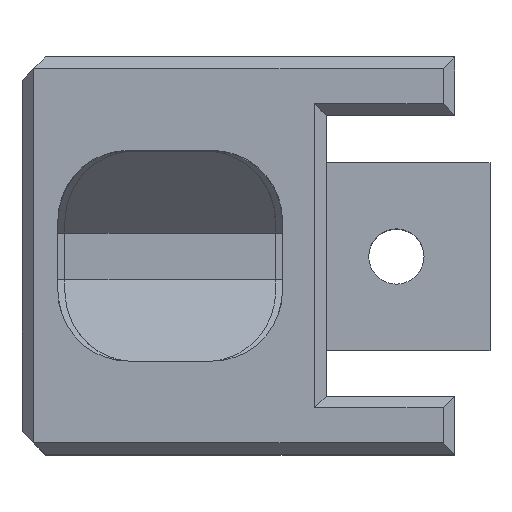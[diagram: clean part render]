
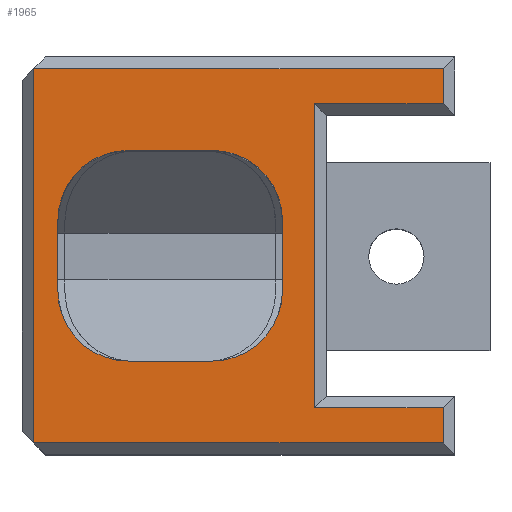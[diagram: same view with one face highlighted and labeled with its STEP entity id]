
A CAD part, top view. The second image highlights one B-rep face of the part: STEP entity #1965.
In plain terms, the highlighted planar face has unit normal (0, 0, 1).
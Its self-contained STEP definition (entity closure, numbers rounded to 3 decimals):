
#39=FACE_BOUND('',#269,.T.);
#44=CIRCLE('',#2080,3.);
#45=CIRCLE('',#2081,3.);
#46=CIRCLE('',#2082,3.);
#47=CIRCLE('',#2083,3.);
#164=FACE_OUTER_BOUND('',#268,.T.);
#268=EDGE_LOOP('',(#1426,#1427,#1428,#1429,#1430,#1431,#1432,#1433));
#269=EDGE_LOOP('',(#1434,#1435,#1436,#1437,#1438,#1439,#1440,#1441,#1442,
#1443,#1444,#1445,#1446,#1447,#1448,#1449));
#369=LINE('',#2901,#595);
#372=LINE('',#2907,#598);
#373=LINE('',#2910,#599);
#376=LINE('',#2916,#602);
#380=LINE('',#2924,#606);
#383=LINE('',#2930,#609);
#386=LINE('',#2936,#612);
#389=LINE('',#2940,#615);
#421=LINE('',#3007,#647);
#422=LINE('',#3009,#648);
#423=LINE('',#3011,#649);
#424=LINE('',#3013,#650);
#425=LINE('',#3015,#651);
#426=LINE('',#3019,#652);
#427=LINE('',#3023,#653);
#428=LINE('',#3025,#654);
#429=LINE('',#3027,#655);
#430=LINE('',#3029,#656);
#431=LINE('',#3031,#657);
#432=LINE('',#3035,#658);
#595=VECTOR('',#2221,10.);
#598=VECTOR('',#2226,10.);
#599=VECTOR('',#2229,10.);
#602=VECTOR('',#2234,10.);
#606=VECTOR('',#2240,10.);
#609=VECTOR('',#2245,10.);
#612=VECTOR('',#2250,10.);
#615=VECTOR('',#2255,10.);
#647=VECTOR('',#2299,1.);
#648=VECTOR('',#2300,1.);
#649=VECTOR('',#2301,1.);
#650=VECTOR('',#2302,1.);
#651=VECTOR('',#2303,1.);
#652=VECTOR('',#2306,1.);
#653=VECTOR('',#2309,1.);
#654=VECTOR('',#2310,1.);
#655=VECTOR('',#2311,1.);
#656=VECTOR('',#2312,1.);
#657=VECTOR('',#2313,1.);
#658=VECTOR('',#2316,1.);
#849=VERTEX_POINT('',#2836);
#859=VERTEX_POINT('',#2867);
#863=VERTEX_POINT('',#2905);
#864=VERTEX_POINT('',#2909);
#866=VERTEX_POINT('',#2915);
#869=VERTEX_POINT('',#2923);
#871=VERTEX_POINT('',#2929);
#873=VERTEX_POINT('',#2935);
#901=VERTEX_POINT('',#3005);
#902=VERTEX_POINT('',#3006);
#903=VERTEX_POINT('',#3008);
#904=VERTEX_POINT('',#3010);
#905=VERTEX_POINT('',#3012);
#906=VERTEX_POINT('',#3014);
#907=VERTEX_POINT('',#3016);
#908=VERTEX_POINT('',#3018);
#909=VERTEX_POINT('',#3020);
#910=VERTEX_POINT('',#3022);
#911=VERTEX_POINT('',#3024);
#912=VERTEX_POINT('',#3026);
#913=VERTEX_POINT('',#3028);
#914=VERTEX_POINT('',#3030);
#915=VERTEX_POINT('',#3032);
#916=VERTEX_POINT('',#3034);
#1053=EDGE_CURVE('',#859,#849,#369,.T.);
#1056=EDGE_CURVE('',#863,#859,#372,.T.);
#1057=EDGE_CURVE('',#864,#863,#373,.T.);
#1060=EDGE_CURVE('',#849,#866,#376,.T.);
#1064=EDGE_CURVE('',#866,#869,#380,.T.);
#1067=EDGE_CURVE('',#869,#871,#383,.T.);
#1070=EDGE_CURVE('',#871,#873,#386,.T.);
#1073=EDGE_CURVE('',#873,#864,#389,.T.);
#1106=EDGE_CURVE('',#901,#902,#421,.T.);
#1107=EDGE_CURVE('',#902,#903,#422,.T.);
#1108=EDGE_CURVE('',#903,#904,#423,.T.);
#1109=EDGE_CURVE('',#904,#905,#424,.T.);
#1110=EDGE_CURVE('',#905,#906,#425,.T.);
#1111=EDGE_CURVE('',#906,#907,#44,.T.);
#1112=EDGE_CURVE('',#908,#907,#426,.T.);
#1113=EDGE_CURVE('',#908,#909,#45,.T.);
#1114=EDGE_CURVE('',#910,#909,#427,.T.);
#1115=EDGE_CURVE('',#911,#910,#428,.T.);
#1116=EDGE_CURVE('',#912,#911,#429,.T.);
#1117=EDGE_CURVE('',#913,#912,#430,.T.);
#1118=EDGE_CURVE('',#914,#913,#431,.T.);
#1119=EDGE_CURVE('',#915,#914,#46,.T.);
#1120=EDGE_CURVE('',#916,#915,#432,.T.);
#1121=EDGE_CURVE('',#901,#916,#47,.T.);
#1426=ORIENTED_EDGE('',*,*,#1057,.F.);
#1427=ORIENTED_EDGE('',*,*,#1073,.F.);
#1428=ORIENTED_EDGE('',*,*,#1070,.F.);
#1429=ORIENTED_EDGE('',*,*,#1067,.F.);
#1430=ORIENTED_EDGE('',*,*,#1064,.F.);
#1431=ORIENTED_EDGE('',*,*,#1060,.F.);
#1432=ORIENTED_EDGE('',*,*,#1053,.F.);
#1433=ORIENTED_EDGE('',*,*,#1056,.F.);
#1434=ORIENTED_EDGE('',*,*,#1106,.T.);
#1435=ORIENTED_EDGE('',*,*,#1107,.T.);
#1436=ORIENTED_EDGE('',*,*,#1108,.T.);
#1437=ORIENTED_EDGE('',*,*,#1109,.T.);
#1438=ORIENTED_EDGE('',*,*,#1110,.T.);
#1439=ORIENTED_EDGE('',*,*,#1111,.T.);
#1440=ORIENTED_EDGE('',*,*,#1112,.F.);
#1441=ORIENTED_EDGE('',*,*,#1113,.T.);
#1442=ORIENTED_EDGE('',*,*,#1114,.F.);
#1443=ORIENTED_EDGE('',*,*,#1115,.F.);
#1444=ORIENTED_EDGE('',*,*,#1116,.F.);
#1445=ORIENTED_EDGE('',*,*,#1117,.F.);
#1446=ORIENTED_EDGE('',*,*,#1118,.F.);
#1447=ORIENTED_EDGE('',*,*,#1119,.F.);
#1448=ORIENTED_EDGE('',*,*,#1120,.F.);
#1449=ORIENTED_EDGE('',*,*,#1121,.F.);
#1876=PLANE('',#2079);
#1965=ADVANCED_FACE('',(#164,#39),#1876,.T.);
#2079=AXIS2_PLACEMENT_3D('',#3004,#2297,#2298);
#2080=AXIS2_PLACEMENT_3D('',#3017,#2304,#2305);
#2081=AXIS2_PLACEMENT_3D('',#3021,#2307,#2308);
#2082=AXIS2_PLACEMENT_3D('',#3033,#2314,#2315);
#2083=AXIS2_PLACEMENT_3D('',#3036,#2317,#2318);
#2221=DIRECTION('',(0.,1.,0.));
#2226=DIRECTION('',(-1.,0.,0.));
#2229=DIRECTION('',(0.,-1.,0.));
#2234=DIRECTION('',(1.,0.,0.));
#2240=DIRECTION('',(0.,-1.,0.));
#2245=DIRECTION('',(-1.,0.,0.));
#2250=DIRECTION('',(0.,-1.,0.));
#2255=DIRECTION('',(1.,0.,0.));
#2297=DIRECTION('center_axis',(0.,0.,1.));
#2298=DIRECTION('ref_axis',(1.,0.,0.));
#2299=DIRECTION('',(-1.,0.,0.));
#2300=DIRECTION('',(-1.,0.,0.));
#2301=DIRECTION('',(-1.,0.,0.));
#2302=DIRECTION('',(-1.,0.,0.));
#2303=DIRECTION('',(-1.,0.,0.));
#2304=DIRECTION('center_axis',(0.,0.,-1.));
#2305=DIRECTION('ref_axis',(0.,-1.,0.));
#2306=DIRECTION('',(0.,-1.,0.));
#2307=DIRECTION('center_axis',(0.,0.,-1.));
#2308=DIRECTION('ref_axis',(-1.,0.,0.));
#2309=DIRECTION('',(-1.,0.,0.));
#2310=DIRECTION('',(-1.,0.,0.));
#2311=DIRECTION('',(-1.,0.,0.));
#2312=DIRECTION('',(-1.,0.,0.));
#2313=DIRECTION('',(-1.,0.,0.));
#2314=DIRECTION('center_axis',(0.,0.,1.));
#2315=DIRECTION('ref_axis',(1.,0.,0.));
#2316=DIRECTION('',(0.,1.,0.));
#2317=DIRECTION('center_axis',(0.,0.,1.));
#2318=DIRECTION('ref_axis',(0.,-1.,0.));
#2836=CARTESIAN_POINT('',(-15.5,8.,36.));
#2867=CARTESIAN_POINT('',(-15.5,-8.,36.));
#2901=CARTESIAN_POINT('',(-15.5,-6.,36.));
#2905=CARTESIAN_POINT('',(2.,-8.,36.));
#2907=CARTESIAN_POINT('',(-16.,-8.,36.));
#2909=CARTESIAN_POINT('',(2.,-6.5,36.));
#2910=CARTESIAN_POINT('',(2.,-6.,36.));
#2915=CARTESIAN_POINT('',(2.,8.,36.));
#2916=CARTESIAN_POINT('',(-14.5,8.,36.));
#2923=CARTESIAN_POINT('',(2.,6.5,36.));
#2924=CARTESIAN_POINT('',(2.,0.,36.));
#2929=CARTESIAN_POINT('',(-3.5,6.5,36.));
#2930=CARTESIAN_POINT('',(-14.5,6.5,36.));
#2935=CARTESIAN_POINT('',(-3.5,-6.5,36.));
#2936=CARTESIAN_POINT('',(-3.5,-6.,36.));
#2940=CARTESIAN_POINT('',(-6.75,-6.5,36.));
#3004=CARTESIAN_POINT('Origin',(-16.,-6.,36.));
#3005=CARTESIAN_POINT('',(-7.868,-4.5,36.));
#3006=CARTESIAN_POINT('',(-8.168,-4.5,36.));
#3007=CARTESIAN_POINT('',(-6.937,-4.5,36.));
#3008=CARTESIAN_POINT('',(-8.468,-4.5,36.));
#3009=CARTESIAN_POINT('',(-7.087,-4.5,36.));
#3010=CARTESIAN_POINT('',(-10.868,-4.5,36.));
#3011=CARTESIAN_POINT('',(-7.087,-4.5,36.));
#3012=CARTESIAN_POINT('',(-11.168,-4.5,36.));
#3013=CARTESIAN_POINT('',(-7.087,-4.5,36.));
#3014=CARTESIAN_POINT('',(-11.468,-4.5,36.));
#3015=CARTESIAN_POINT('',(-7.237,-4.5,36.));
#3016=CARTESIAN_POINT('',(-14.468,-1.5,36.));
#3017=CARTESIAN_POINT('Origin',(-11.468,-1.5,36.));
#3018=CARTESIAN_POINT('',(-14.468,1.5,36.));
#3019=CARTESIAN_POINT('',(-14.468,-5.25,36.));
#3020=CARTESIAN_POINT('',(-11.468,4.5,36.));
#3021=CARTESIAN_POINT('Origin',(-11.468,1.5,36.));
#3022=CARTESIAN_POINT('',(-11.168,4.5,36.));
#3023=CARTESIAN_POINT('',(-7.237,4.5,36.));
#3024=CARTESIAN_POINT('',(-10.868,4.5,36.));
#3025=CARTESIAN_POINT('',(-7.087,4.5,36.));
#3026=CARTESIAN_POINT('',(-8.468,4.5,36.));
#3027=CARTESIAN_POINT('',(-7.087,4.5,36.));
#3028=CARTESIAN_POINT('',(-8.168,4.5,36.));
#3029=CARTESIAN_POINT('',(-7.087,4.5,36.));
#3030=CARTESIAN_POINT('',(-7.868,4.5,36.));
#3031=CARTESIAN_POINT('',(-6.937,4.5,36.));
#3032=CARTESIAN_POINT('',(-4.868,1.5,36.));
#3033=CARTESIAN_POINT('Origin',(-7.868,1.5,36.));
#3034=CARTESIAN_POINT('',(-4.868,-1.5,36.));
#3035=CARTESIAN_POINT('',(-4.868,-5.25,36.));
#3036=CARTESIAN_POINT('Origin',(-7.868,-1.5,36.));
